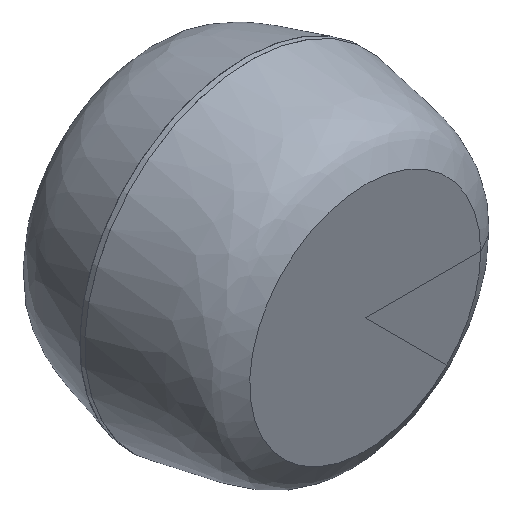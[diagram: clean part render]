
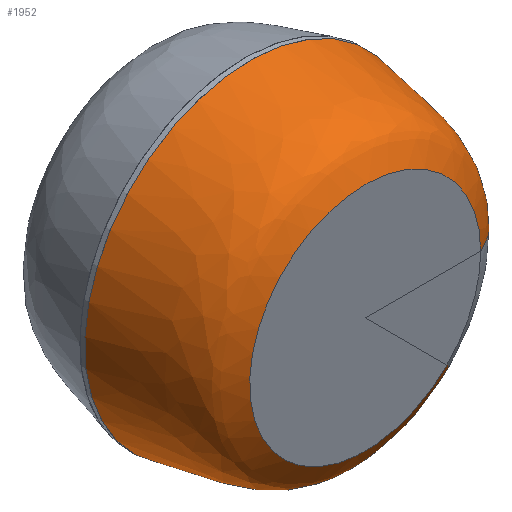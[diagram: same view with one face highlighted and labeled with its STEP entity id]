
A CAD part, isometric view. The second image highlights one B-rep face of the part: STEP entity #1952.
In plain terms, the highlighted free-form (B-spline) face has degree [2, 2] with [3, 9] control points.
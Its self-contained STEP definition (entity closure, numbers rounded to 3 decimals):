
#72=(
BOUNDED_SURFACE()
B_SPLINE_SURFACE(2,2,((#3371,#3372,#3373,#3374,#3375,#3376,#3377,#3378,
#3379),(#3380,#3381,#3382,#3383,#3384,#3385,#3386,#3387,#3388),(#3389,#3390,
#3391,#3392,#3393,#3394,#3395,#3396,#3397)),.UNSPECIFIED.,.F.,.F.,.F.)
B_SPLINE_SURFACE_WITH_KNOTS((3,3),(3,2,2,2,3),(-7.973,0.),(0.,
1.374,2.749,4.123,5.498),
 .UNSPECIFIED.)
GEOMETRIC_REPRESENTATION_ITEM()
RATIONAL_B_SPLINE_SURFACE(((1.,0.773,1.,0.773,1.,
0.773,1.,0.773,1.),(3.,2.319,
3.,2.319,3.,2.319,3.,
2.319,3.),(1.,0.773,1.,0.773,
1.,0.773,1.,0.773,1.)))
REPRESENTATION_ITEM('')
SURFACE()
);
#81=(
BOUNDED_CURVE()
B_SPLINE_CURVE(2,(#2991,#2992,#2993),.UNSPECIFIED.,.F.,.F.)
B_SPLINE_CURVE_WITH_KNOTS((3,3),(0.,7.973),.UNSPECIFIED.)
CURVE()
GEOMETRIC_REPRESENTATION_ITEM()
RATIONAL_B_SPLINE_CURVE((1.,3.,1.))
REPRESENTATION_ITEM('')
);
#82=(
BOUNDED_CURVE()
B_SPLINE_CURVE(2,(#3399,#3400,#3401),.UNSPECIFIED.,.F.,.F.)
B_SPLINE_CURVE_WITH_KNOTS((3,3),(-7.973,0.),.UNSPECIFIED.)
CURVE()
GEOMETRIC_REPRESENTATION_ITEM()
RATIONAL_B_SPLINE_CURVE((1.,3.,1.))
REPRESENTATION_ITEM('')
);
#291=FACE_OUTER_BOUND('',#415,.T.);
#415=EDGE_LOOP('',(#1403,#1404,#1405,#1406));
#787=CIRCLE('',#2158,100.);
#788=CIRCLE('',#2159,70.);
#860=VERTEX_POINT('',#2988);
#861=VERTEX_POINT('',#2990);
#867=VERTEX_POINT('',#3368);
#868=VERTEX_POINT('',#3398);
#1060=EDGE_CURVE('',#860,#861,#81,.T.);
#1072=EDGE_CURVE('',#860,#867,#787,.T.);
#1073=EDGE_CURVE('',#868,#867,#82,.T.);
#1074=EDGE_CURVE('',#861,#868,#788,.T.);
#1403=ORIENTED_EDGE('',*,*,#1060,.F.);
#1404=ORIENTED_EDGE('',*,*,#1072,.T.);
#1405=ORIENTED_EDGE('',*,*,#1073,.F.);
#1406=ORIENTED_EDGE('',*,*,#1074,.F.);
#1952=ADVANCED_FACE('',(#291),#72,.T.);
#2158=AXIS2_PLACEMENT_3D('',#3370,#2412,#2413);
#2159=AXIS2_PLACEMENT_3D('',#3402,#2414,#2415);
#2412=DIRECTION('center_axis',(0.,-1.,0.));
#2413=DIRECTION('ref_axis',(1.,0.,0.));
#2414=DIRECTION('center_axis',(0.,-1.,0.));
#2415=DIRECTION('ref_axis',(1.,0.,0.));
#2988=CARTESIAN_POINT('',(100.,70.,0.));
#2990=CARTESIAN_POINT('',(70.,0.,0.));
#2991=CARTESIAN_POINT('Ctrl Pts',(100.,70.,0.));
#2992=CARTESIAN_POINT('Ctrl Pts',(90.,10.,0.));
#2993=CARTESIAN_POINT('Ctrl Pts',(70.,0.,0.));
#3368=CARTESIAN_POINT('',(70.711,70.,-70.711));
#3370=CARTESIAN_POINT('Origin',(0.,70.,0.));
#3371=CARTESIAN_POINT('Ctrl Pts',(70.,0.,0.));
#3372=CARTESIAN_POINT('Ctrl Pts',(70.,0.,57.448));
#3373=CARTESIAN_POINT('Ctrl Pts',(13.656,0.,
68.655));
#3374=CARTESIAN_POINT('Ctrl Pts',(-42.687,0.,
79.862));
#3375=CARTESIAN_POINT('Ctrl Pts',(-64.672,0.,
26.788));
#3376=CARTESIAN_POINT('Ctrl Pts',(-86.656,0.,
-26.287));
#3377=CARTESIAN_POINT('Ctrl Pts',(-38.89,0.,
-58.203));
#3378=CARTESIAN_POINT('Ctrl Pts',(8.876,0.,
-90.119));
#3379=CARTESIAN_POINT('Ctrl Pts',(49.497,0.,
-49.497));
#3380=CARTESIAN_POINT('Ctrl Pts',(90.,10.,0.));
#3381=CARTESIAN_POINT('Ctrl Pts',(90.,10.,73.861));
#3382=CARTESIAN_POINT('Ctrl Pts',(17.558,10.,88.271));
#3383=CARTESIAN_POINT('Ctrl Pts',(-54.884,10.,102.68));
#3384=CARTESIAN_POINT('Ctrl Pts',(-83.149,10.,34.442));
#3385=CARTESIAN_POINT('Ctrl Pts',(-111.415,10.,-33.797));
#3386=CARTESIAN_POINT('Ctrl Pts',(-50.001,10.,-74.832));
#3387=CARTESIAN_POINT('Ctrl Pts',(11.412,10.,-115.867));
#3388=CARTESIAN_POINT('Ctrl Pts',(63.64,10.,-63.64));
#3389=CARTESIAN_POINT('Ctrl Pts',(100.,70.,0.));
#3390=CARTESIAN_POINT('Ctrl Pts',(100.,70.,82.068));
#3391=CARTESIAN_POINT('Ctrl Pts',(19.509,70.,98.079));
#3392=CARTESIAN_POINT('Ctrl Pts',(-60.982,70.,114.089));
#3393=CARTESIAN_POINT('Ctrl Pts',(-92.388,70.,38.268));
#3394=CARTESIAN_POINT('Ctrl Pts',(-123.794,70.,-37.552));
#3395=CARTESIAN_POINT('Ctrl Pts',(-55.557,70.,-83.147));
#3396=CARTESIAN_POINT('Ctrl Pts',(12.68,70.,-128.741));
#3397=CARTESIAN_POINT('Ctrl Pts',(70.711,70.,-70.711));
#3398=CARTESIAN_POINT('',(49.497,0.,-49.497));
#3399=CARTESIAN_POINT('Ctrl Pts',(49.497,0.,
-49.497));
#3400=CARTESIAN_POINT('Ctrl Pts',(63.64,10.,-63.64));
#3401=CARTESIAN_POINT('Ctrl Pts',(70.711,70.,-70.711));
#3402=CARTESIAN_POINT('Origin',(0.,0.,
0.));
